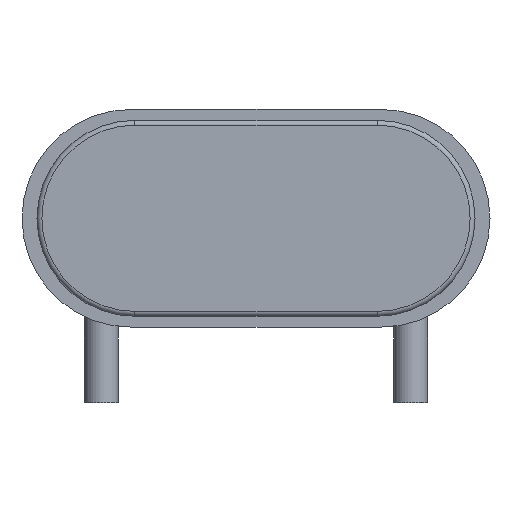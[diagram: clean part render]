
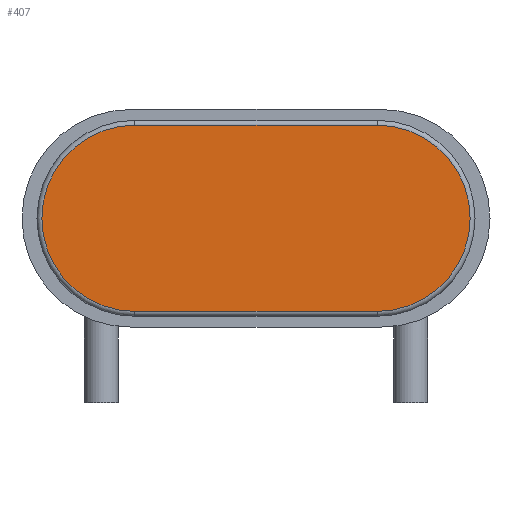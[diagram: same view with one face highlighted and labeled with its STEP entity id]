
A CAD part, front view. The second image highlights one B-rep face of the part: STEP entity #407.
In plain terms, the highlighted planar face has unit normal (0, -1, 0).
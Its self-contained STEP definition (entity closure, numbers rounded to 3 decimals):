
#32=PLANE('',#456);
#53=FACE_OUTER_BOUND('',#79,.T.);
#79=EDGE_LOOP('',(#303,#304,#305,#306));
#105=LINE('',#647,#129);
#108=LINE('',#662,#132);
#129=VECTOR('',#505,10.);
#132=VECTOR('',#522,10.);
#157=CIRCLE('',#447,3.825);
#159=CIRCLE('',#451,3.825);
#186=VERTEX_POINT('',#644);
#187=VERTEX_POINT('',#646);
#189=VERTEX_POINT('',#652);
#191=VERTEX_POINT('',#658);
#224=EDGE_CURVE('',#186,#187,#105,.T.);
#229=EDGE_CURVE('',#187,#189,#157,.T.);
#232=EDGE_CURVE('',#189,#191,#108,.T.);
#233=EDGE_CURVE('',#191,#186,#159,.T.);
#303=ORIENTED_EDGE('',*,*,#224,.F.);
#304=ORIENTED_EDGE('',*,*,#233,.F.);
#305=ORIENTED_EDGE('',*,*,#232,.F.);
#306=ORIENTED_EDGE('',*,*,#229,.F.);
#407=ADVANCED_FACE('',(#53),#32,.F.);
#447=AXIS2_PLACEMENT_3D('',#656,#515,#516);
#451=AXIS2_PLACEMENT_3D('',#664,#525,#526);
#456=AXIS2_PLACEMENT_3D('',#676,#539,#540);
#505=DIRECTION('',(-1.,0.,0.));
#515=DIRECTION('center_axis',(0.,1.,0.));
#516=DIRECTION('ref_axis',(-1.,0.,0.));
#522=DIRECTION('',(1.,0.,0.));
#525=DIRECTION('center_axis',(0.,1.,0.));
#526=DIRECTION('ref_axis',(1.,0.,0.));
#539=DIRECTION('center_axis',(0.,1.,0.));
#540=DIRECTION('ref_axis',(0.,0.,1.));
#644=CARTESIAN_POINT('',(11.325,-24.32,0.745));
#646=CARTESIAN_POINT('',(1.375,-24.32,0.745));
#647=CARTESIAN_POINT('',(1.375,-24.32,0.745));
#652=CARTESIAN_POINT('',(1.375,-24.32,8.395));
#656=CARTESIAN_POINT('Origin',(1.375,-24.32,4.57));
#658=CARTESIAN_POINT('',(11.325,-24.32,8.395));
#662=CARTESIAN_POINT('',(1.375,-24.32,8.395));
#664=CARTESIAN_POINT('Origin',(11.325,-24.32,4.57));
#676=CARTESIAN_POINT('Origin',(1.375,-24.32,8.595));
